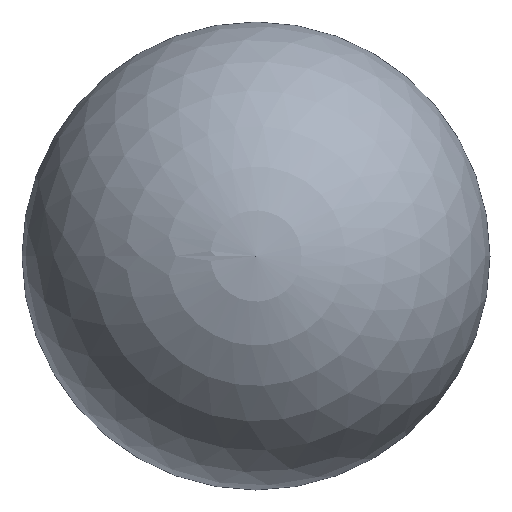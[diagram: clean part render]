
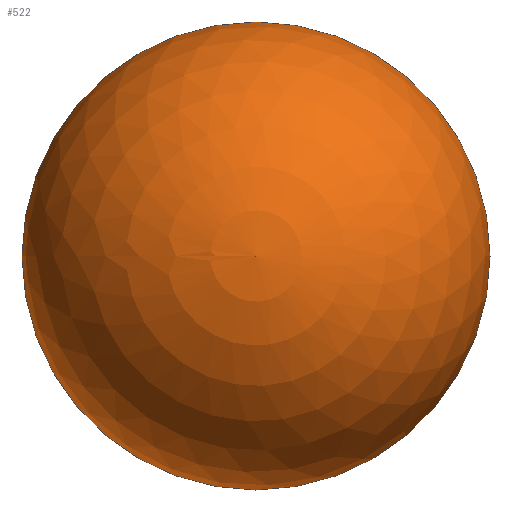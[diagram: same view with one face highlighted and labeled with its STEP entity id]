
A CAD part, left-side view. The second image highlights one B-rep face of the part: STEP entity #522.
In plain terms, the highlighted spherical face has radius 75 mm.
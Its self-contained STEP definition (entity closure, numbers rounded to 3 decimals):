
#16=SPHERICAL_SURFACE('',#640,75.);
#85=FACE_OUTER_BOUND('',#137,.T.);
#137=EDGE_LOOP('',(#468,#469,#470,#471));
#142=CIRCLE('',#544,75.);
#143=CIRCLE('',#545,75.);
#207=CIRCLE('',#641,75.);
#211=VERTEX_POINT('',#865);
#212=VERTEX_POINT('',#866);
#261=VERTEX_POINT('',#1012);
#266=EDGE_CURVE('',#211,#212,#142,.T.);
#267=EDGE_CURVE('',#212,#211,#143,.T.);
#331=EDGE_CURVE('',#212,#261,#207,.T.);
#468=ORIENTED_EDGE('',*,*,#266,.T.);
#469=ORIENTED_EDGE('',*,*,#331,.T.);
#470=ORIENTED_EDGE('',*,*,#331,.F.);
#471=ORIENTED_EDGE('',*,*,#267,.T.);
#522=ADVANCED_FACE('',(#85),#16,.T.);
#544=AXIS2_PLACEMENT_3D('',#867,#658,#659);
#545=AXIS2_PLACEMENT_3D('',#868,#660,#661);
#640=AXIS2_PLACEMENT_3D('',#1011,#850,#851);
#641=AXIS2_PLACEMENT_3D('',#1013,#852,#853);
#658=DIRECTION('center_axis',(-1.,0.,0.));
#659=DIRECTION('ref_axis',(0.,0.,-1.));
#660=DIRECTION('center_axis',(-1.,0.,0.));
#661=DIRECTION('ref_axis',(0.,0.,-1.));
#850=DIRECTION('center_axis',(1.,0.,0.));
#851=DIRECTION('ref_axis',(0.,-1.,0.));
#852=DIRECTION('center_axis',(0.,0.,1.));
#853=DIRECTION('ref_axis',(0.,1.,0.));
#865=CARTESIAN_POINT('',(0.,0.,75.));
#866=CARTESIAN_POINT('',(0.,75.,0.));
#867=CARTESIAN_POINT('Origin',(0.,0.,0.));
#868=CARTESIAN_POINT('Origin',(0.,0.,0.));
#1011=CARTESIAN_POINT('Origin',(0.,0.,0.));
#1012=CARTESIAN_POINT('',(-75.,0.,0.));
#1013=CARTESIAN_POINT('Origin',(0.,0.,0.));
